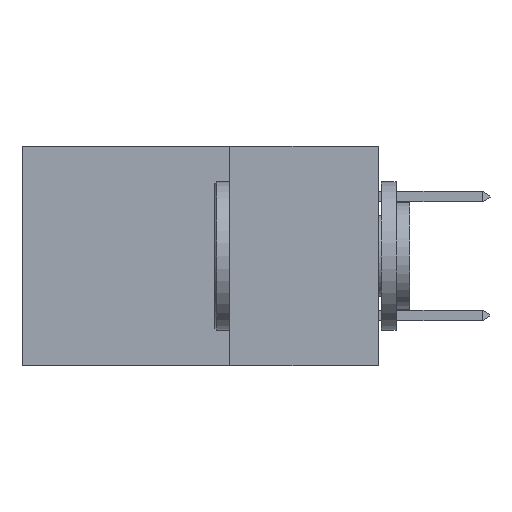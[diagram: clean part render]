
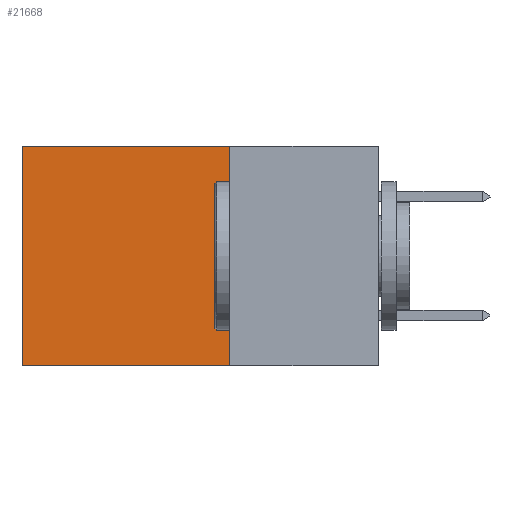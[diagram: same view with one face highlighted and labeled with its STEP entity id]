
A CAD part, left-side view. The second image highlights one B-rep face of the part: STEP entity #21668.
In plain terms, the highlighted planar face has unit normal (-1, 0, 0).
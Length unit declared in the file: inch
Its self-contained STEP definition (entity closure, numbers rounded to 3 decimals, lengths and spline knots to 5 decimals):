
#29 = VERTEX_POINT ( 'NONE', #14785 ) ;
#133 = LINE ( 'NONE', #5822, #328 ) ;
#328 = VECTOR ( 'NONE', #15286, 39.37008 ) ;
#343 = CARTESIAN_POINT ( 'NONE',  ( 0.298, 0.25, 0. ) ) ;
#1015 = VERTEX_POINT ( 'NONE', #4191 ) ;
#1514 = EDGE_CURVE ( 'NONE', #10998, #1015, #133, .T. ) ;
#1656 = ORIENTED_EDGE ( 'NONE', *, *, #1514, .T. ) ;
#3249 = PLANE ( 'NONE',  #8586 ) ;
#3276 = EDGE_CURVE ( 'NONE', #29, #10998, #7412, .T. ) ;
#3884 = CARTESIAN_POINT ( 'NONE',  ( 0.298, 0.25, -0.37 ) ) ;
#4106 = EDGE_CURVE ( 'NONE', #6412, #1015, #4209, .T. ) ;
#4191 = CARTESIAN_POINT ( 'NONE',  ( 0.298, 0.6, -0.37 ) ) ;
#4209 = LINE ( 'NONE', #3884, #13165 ) ;
#4238 = CARTESIAN_POINT ( 'NONE',  ( 0.298, 0.6, 0. ) ) ;
#5109 = DIRECTION ( 'NONE',  ( 1., 0., 0. ) ) ;
#5822 = CARTESIAN_POINT ( 'NONE',  ( 0.298, 0.6, 0. ) ) ;
#6198 = DIRECTION ( 'NONE',  ( 0., 1., 0. ) ) ;
#6412 = VERTEX_POINT ( 'NONE', #12990 ) ;
#6845 = VECTOR ( 'NONE', #18081, 39.37008 ) ;
#7412 = LINE ( 'NONE', #20819, #6845 ) ;
#8586 = AXIS2_PLACEMENT_3D ( 'NONE', #15751, #5109, #17571 ) ;
#9906 = ORIENTED_EDGE ( 'NONE', *, *, #4106, .F. ) ;
#10070 = VECTOR ( 'NONE', #16423, 39.37008 ) ;
#10998 = VERTEX_POINT ( 'NONE', #4238 ) ;
#12990 = CARTESIAN_POINT ( 'NONE',  ( 0.298, 0.25, -0.37 ) ) ;
#13165 = VECTOR ( 'NONE', #6198, 39.37008 ) ;
#14785 = CARTESIAN_POINT ( 'NONE',  ( 0.298, 0.25, 0. ) ) ;
#15286 = DIRECTION ( 'NONE',  ( 0., 0., -1. ) ) ;
#15751 = CARTESIAN_POINT ( 'NONE',  ( 0.298, 0.25, 0. ) ) ;
#16423 = DIRECTION ( 'NONE',  ( 0., 0., -1. ) ) ;
#17571 = DIRECTION ( 'NONE',  ( 0., 0., -1. ) ) ;
#17733 = EDGE_LOOP ( 'NONE', ( #1656, #9906, #20549, #22853 ) ) ;
#18081 = DIRECTION ( 'NONE',  ( 0., 1., 0. ) ) ;
#18877 = EDGE_CURVE ( 'NONE', #29, #6412, #19396, .T. ) ;
#19396 = LINE ( 'NONE', #343, #10070 ) ;
#20549 = ORIENTED_EDGE ( 'NONE', *, *, #18877, .F. ) ;
#20735 = FACE_OUTER_BOUND ( 'NONE', #17733, .T. ) ;
#20819 = CARTESIAN_POINT ( 'NONE',  ( 0.298, 0.25, 0. ) ) ;
#21668 = ADVANCED_FACE ( 'NONE', ( #20735 ), #3249, .F. ) ;
#22853 = ORIENTED_EDGE ( 'NONE', *, *, #3276, .T. ) ;
